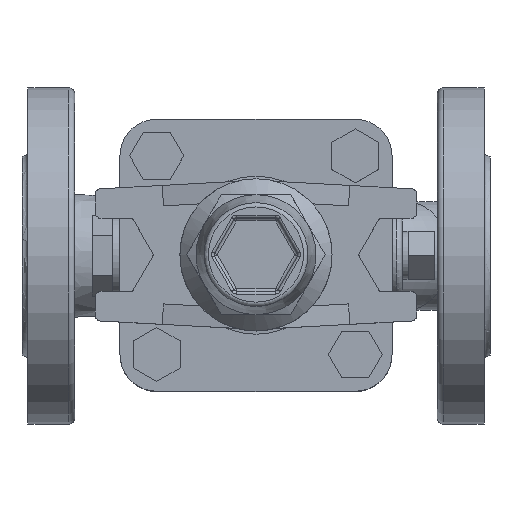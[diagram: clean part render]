
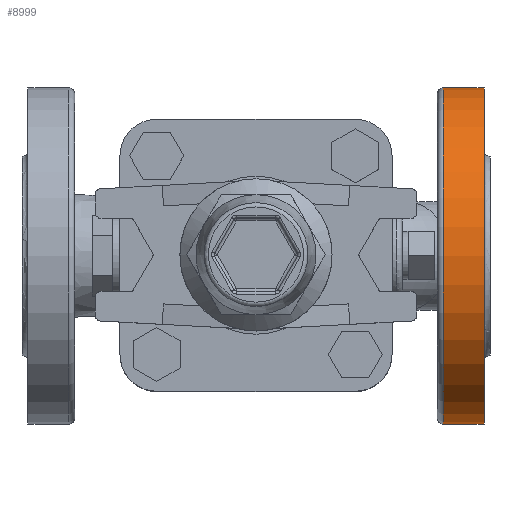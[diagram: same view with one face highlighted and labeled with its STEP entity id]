
A CAD part, top view. The second image highlights one B-rep face of the part: STEP entity #8999.
In plain terms, the highlighted cylindrical face has radius 57.5 mm (diameter 115 mm), a full revolution.
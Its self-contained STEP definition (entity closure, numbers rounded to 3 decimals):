
#135=FACE_BOUND('',#2785,.T.);
#2137=FACE_OUTER_BOUND('',#2784,.T.);
#2784=EDGE_LOOP('',(#7774));
#2785=EDGE_LOOP('',(#7775));
#3528=CIRCLE('',#9852,57.5);
#3537=CIRCLE('',#9862,57.5);
#4366=VERTEX_POINT('',#22010);
#4375=VERTEX_POINT('',#22029);
#5555=EDGE_CURVE('',#4366,#4366,#3528,.T.);
#5564=EDGE_CURVE('',#4375,#4375,#3537,.T.);
#7774=ORIENTED_EDGE('',*,*,#5555,.T.);
#7775=ORIENTED_EDGE('',*,*,#5564,.F.);
#8528=CYLINDRICAL_SURFACE('',#9861,57.5);
#8999=ADVANCED_FACE('',(#2137,#135),#8528,.T.);
#9852=AXIS2_PLACEMENT_3D('',#22011,#12017,#12018);
#9861=AXIS2_PLACEMENT_3D('',#22028,#12035,#12036);
#9862=AXIS2_PLACEMENT_3D('',#22030,#12037,#12038);
#12017=DIRECTION('center_axis',(-1.,0.,0.));
#12018=DIRECTION('ref_axis',(0.,0.,1.));
#12035=DIRECTION('center_axis',(-1.,0.,0.));
#12036=DIRECTION('ref_axis',(0.,0.,1.));
#12037=DIRECTION('center_axis',(-1.,0.,0.));
#12038=DIRECTION('ref_axis',(0.,0.,1.));
#22010=CARTESIAN_POINT('',(78.,0.,-10.));
#22011=CARTESIAN_POINT('Origin',(78.,0.,47.5));
#22028=CARTESIAN_POINT('Origin',(80.,0.,47.5));
#22029=CARTESIAN_POINT('',(64.,0.,-10.));
#22030=CARTESIAN_POINT('Origin',(64.,0.,47.5));
